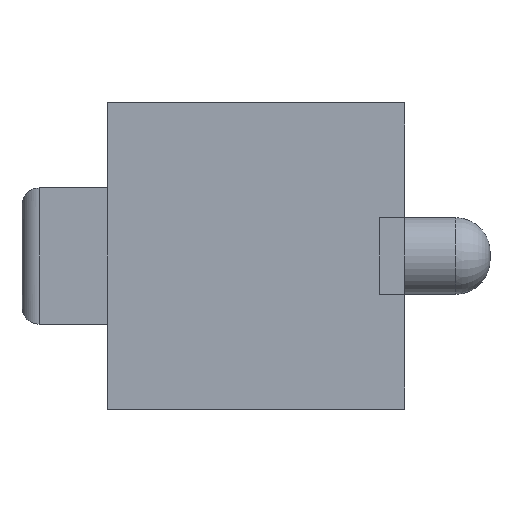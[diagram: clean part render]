
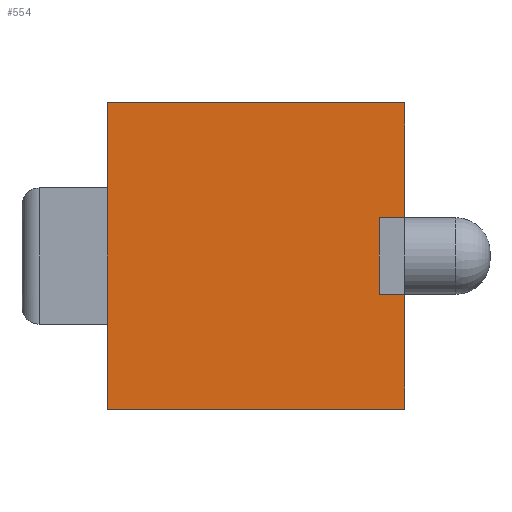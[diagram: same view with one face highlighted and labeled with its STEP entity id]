
A CAD part, left-side view. The second image highlights one B-rep face of the part: STEP entity #554.
In plain terms, the highlighted planar face has unit normal (-1, 0, 0).
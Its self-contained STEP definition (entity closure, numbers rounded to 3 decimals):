
#49 = CARTESIAN_POINT ( 'NONE',  ( -3., -1.75, 1.35 ) ) ;
#54 = CARTESIAN_POINT ( 'NONE',  ( -3., -1.45, 2.25 ) ) ;
#82 = ORIENTED_EDGE ( 'NONE', *, *, #304, .F. ) ;
#91 = CARTESIAN_POINT ( 'NONE',  ( -3., -1.75, 2.25 ) ) ;
#94 = LINE ( 'NONE', #281, #905 ) ;
#100 = DIRECTION ( 'NONE',  ( 0., 0., -1. ) ) ;
#126 = ORIENTED_EDGE ( 'NONE', *, *, #1174, .T. ) ;
#130 = VERTEX_POINT ( 'NONE', #49 ) ;
#132 = PLANE ( 'NONE',  #998 ) ;
#137 = LINE ( 'NONE', #344, #1117 ) ;
#163 = ORIENTED_EDGE ( 'NONE', *, *, #1017, .T. ) ;
#199 = LINE ( 'NONE', #204, #366 ) ;
#204 = CARTESIAN_POINT ( 'NONE',  ( -3., -1.75, 0. ) ) ;
#211 = CARTESIAN_POINT ( 'NONE',  ( -3., -1.75, 3.6 ) ) ;
#219 = VERTEX_POINT ( 'NONE', #760 ) ;
#233 = EDGE_CURVE ( 'NONE', #726, #460, #724, .T. ) ;
#235 = DIRECTION ( 'NONE',  ( 0., 0., -1. ) ) ;
#243 = DIRECTION ( 'NONE',  ( 1., 0., 0. ) ) ;
#281 = CARTESIAN_POINT ( 'NONE',  ( -3., -1.75, 3.6 ) ) ;
#295 = EDGE_CURVE ( 'NONE', #1213, #588, #199, .T. ) ;
#297 = DIRECTION ( 'NONE',  ( 0., -1., 0. ) ) ;
#304 = EDGE_CURVE ( 'NONE', #219, #1121, #94, .T. ) ;
#336 = ORIENTED_EDGE ( 'NONE', *, *, #295, .T. ) ;
#339 = VECTOR ( 'NONE', #100, 1000. ) ;
#341 = CARTESIAN_POINT ( 'NONE',  ( -3., 1.75, 3.6 ) ) ;
#344 = CARTESIAN_POINT ( 'NONE',  ( -3., -1.75, 1.35 ) ) ;
#346 = DIRECTION ( 'NONE',  ( 0., 0., -1. ) ) ;
#356 = ORIENTED_EDGE ( 'NONE', *, *, #551, .T. ) ;
#366 = VECTOR ( 'NONE', #1214, 1000. ) ;
#389 = EDGE_CURVE ( 'NONE', #1121, #460, #677, .T. ) ;
#413 = DIRECTION ( 'NONE',  ( 0., 0., 1. ) ) ;
#460 = VERTEX_POINT ( 'NONE', #1073 ) ;
#480 = CARTESIAN_POINT ( 'NONE',  ( -3., -1.75, 3.6 ) ) ;
#492 = LINE ( 'NONE', #341, #561 ) ;
#539 = ORIENTED_EDGE ( 'NONE', *, *, #389, .F. ) ;
#547 = FACE_OUTER_BOUND ( 'NONE', #664, .T. ) ;
#551 = EDGE_CURVE ( 'NONE', #130, #552, #137, .T. ) ;
#552 = VERTEX_POINT ( 'NONE', #1169 ) ;
#554 = ADVANCED_FACE ( 'NONE', ( #547 ), #132, .F. ) ;
#561 = VECTOR ( 'NONE', #235, 1000. ) ;
#587 = VECTOR ( 'NONE', #1212, 1000. ) ;
#588 = VERTEX_POINT ( 'NONE', #1162 ) ;
#612 = ORIENTED_EDGE ( 'NONE', *, *, #946, .F. ) ;
#623 = LINE ( 'NONE', #480, #587 ) ;
#662 = VECTOR ( 'NONE', #857, 1000. ) ;
#664 = EDGE_LOOP ( 'NONE', ( #163, #733, #539, #82, #126, #336, #612, #356 ) ) ;
#677 = LINE ( 'NONE', #695, #339 ) ;
#695 = CARTESIAN_POINT ( 'NONE',  ( -3., -1.75, 3.6 ) ) ;
#724 = LINE ( 'NONE', #91, #662 ) ;
#726 = VERTEX_POINT ( 'NONE', #54 ) ;
#733 = ORIENTED_EDGE ( 'NONE', *, *, #233, .T. ) ;
#760 = CARTESIAN_POINT ( 'NONE',  ( -3., 1.75, 3.6 ) ) ;
#784 = VECTOR ( 'NONE', #413, 1000. ) ;
#811 = CARTESIAN_POINT ( 'NONE',  ( -3., -1.75, 3.6 ) ) ;
#857 = DIRECTION ( 'NONE',  ( 0., -1., 0. ) ) ;
#899 = LINE ( 'NONE', #973, #784 ) ;
#905 = VECTOR ( 'NONE', #297, 1000. ) ;
#946 = EDGE_CURVE ( 'NONE', #130, #588, #623, .T. ) ;
#973 = CARTESIAN_POINT ( 'NONE',  ( -3., -1.45, 2.25 ) ) ;
#996 = CARTESIAN_POINT ( 'NONE',  ( -3., 1.75, 0. ) ) ;
#998 = AXIS2_PLACEMENT_3D ( 'NONE', #811, #243, #346 ) ;
#1017 = EDGE_CURVE ( 'NONE', #552, #726, #899, .T. ) ;
#1073 = CARTESIAN_POINT ( 'NONE',  ( -3., -1.75, 2.25 ) ) ;
#1117 = VECTOR ( 'NONE', #1165, 1000. ) ;
#1121 = VERTEX_POINT ( 'NONE', #211 ) ;
#1162 = CARTESIAN_POINT ( 'NONE',  ( -3., -1.75, 0. ) ) ;
#1165 = DIRECTION ( 'NONE',  ( 0., 1., 0. ) ) ;
#1169 = CARTESIAN_POINT ( 'NONE',  ( -3., -1.45, 1.35 ) ) ;
#1174 = EDGE_CURVE ( 'NONE', #219, #1213, #492, .T. ) ;
#1212 = DIRECTION ( 'NONE',  ( 0., 0., -1. ) ) ;
#1213 = VERTEX_POINT ( 'NONE', #996 ) ;
#1214 = DIRECTION ( 'NONE',  ( 0., -1., 0. ) ) ;
